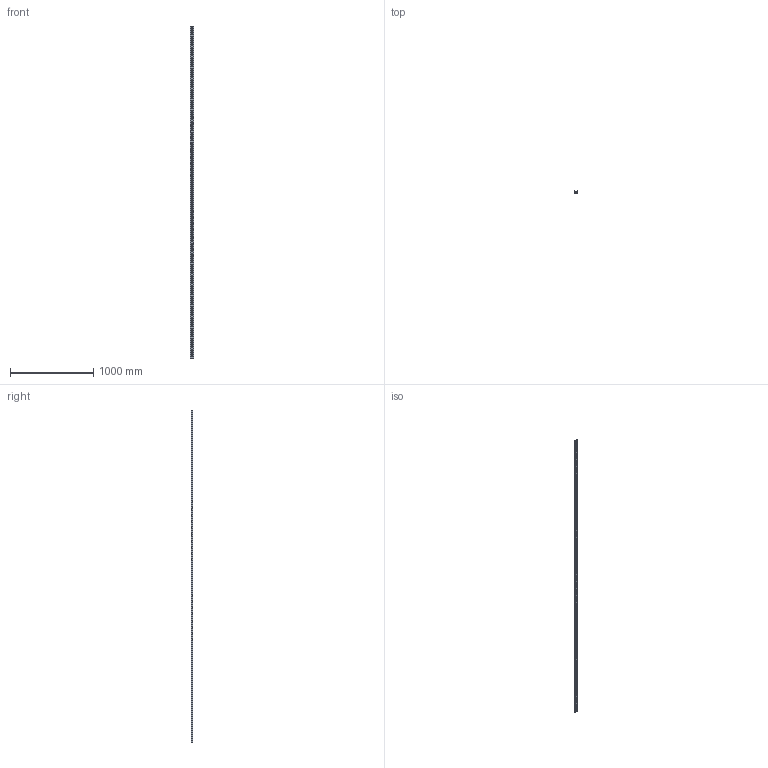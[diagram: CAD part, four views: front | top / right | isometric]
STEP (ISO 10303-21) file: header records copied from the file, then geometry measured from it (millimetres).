
FILE_DESCRIPTION (( 'STEP AP214' ), '1' );
FILE_NAME ('Ñáîðêà2.STEP', '2025-02-03T14:47:59', ( '' ), ( '' ), 'SwSTEP 2.0', 'SolidWorks 2024', '' );
FILE_SCHEMA (( 'AUTOMOTIVE_DESIGN' ));
Length unit declared in the file: millimetre
Products named in the file (2): Сборка2; Z65 Профильные рельсовые направляющие SGR15_00
Assembly tree (1 placements, depth 2):
  Сборка2
    Z65 Профильные рельсовые направляющие SGR15_00
Bounding box: 46 x 18.5 x 4000 mm (x, y, z)
Volume: 2506419.3 mm3; surface area: 791153.3 mm2
Topology: 3 solids, 3 shells, 269 faces, 723 edges, 460 vertices
Faces by surface type: cylinder 149, plane 120
Entity records: 8652 total; most frequent: CARTESIAN_POINT 1852, ORIENTED_EDGE 1446, DIRECTION 1435, EDGE_CURVE 723, AXIS2_PLACEMENT_3D 571, VERTEX_POINT 460, EDGE_LOOP 335, CIRCLE 298
